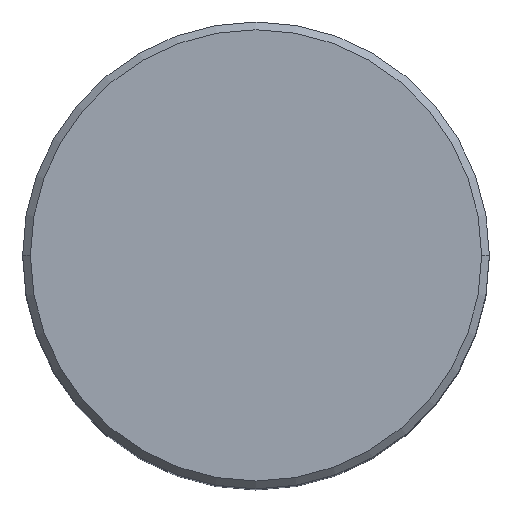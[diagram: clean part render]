
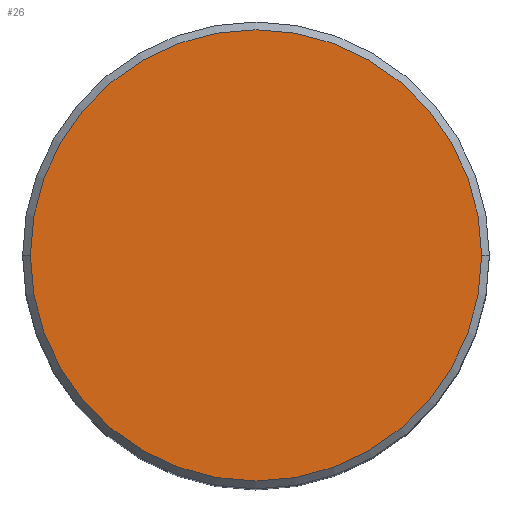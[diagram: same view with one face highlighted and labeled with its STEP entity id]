
A CAD part, top view. The second image highlights one B-rep face of the part: STEP entity #26.
In plain terms, the highlighted planar face has unit normal (0, 0, 1).
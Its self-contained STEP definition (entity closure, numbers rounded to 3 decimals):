
#26 = ADVANCED_FACE ( 'NONE', ( #226 ), #435, .T. ) ;
#38 = DIRECTION ( 'NONE',  ( 0., 0., 1. ) ) ;
#57 = DIRECTION ( 'NONE',  ( 0., 0., 1. ) ) ;
#61 = CARTESIAN_POINT ( 'NONE',  ( 14.5, 0., 0. ) ) ;
#133 = DIRECTION ( 'NONE',  ( 1., 0., 0. ) ) ;
#140 = CARTESIAN_POINT ( 'NONE',  ( 0., 0., 0. ) ) ;
#188 = VERTEX_POINT ( 'NONE', #61 ) ;
#190 = EDGE_CURVE ( 'NONE', #492, #188, #399, .T. ) ;
#226 = FACE_OUTER_BOUND ( 'NONE', #454, .T. ) ;
#235 = EDGE_CURVE ( 'NONE', #188, #492, #244, .T. ) ;
#244 = CIRCLE ( 'NONE', #410, 14.5 ) ;
#326 = AXIS2_PLACEMENT_3D ( 'NONE', #355, #57, #368 ) ;
#349 = CARTESIAN_POINT ( 'NONE',  ( -14.5, 0., 0. ) ) ;
#355 = CARTESIAN_POINT ( 'NONE',  ( 0., 0., 0. ) ) ;
#361 = DIRECTION ( 'NONE',  ( 1., 0., 0. ) ) ;
#368 = DIRECTION ( 'NONE',  ( 1., 0., 0. ) ) ;
#371 = ORIENTED_EDGE ( 'NONE', *, *, #190, .T. ) ;
#383 = ORIENTED_EDGE ( 'NONE', *, *, #235, .T. ) ;
#396 = CARTESIAN_POINT ( 'NONE',  ( 0., 0., 0. ) ) ;
#399 = CIRCLE ( 'NONE', #326, 14.5 ) ;
#410 = AXIS2_PLACEMENT_3D ( 'NONE', #140, #445, #361 ) ;
#414 = AXIS2_PLACEMENT_3D ( 'NONE', #396, #38, #133 ) ;
#435 = PLANE ( 'NONE',  #414 ) ;
#445 = DIRECTION ( 'NONE',  ( 0., 0., 1. ) ) ;
#454 = EDGE_LOOP ( 'NONE', ( #371, #383 ) ) ;
#492 = VERTEX_POINT ( 'NONE', #349 ) ;
